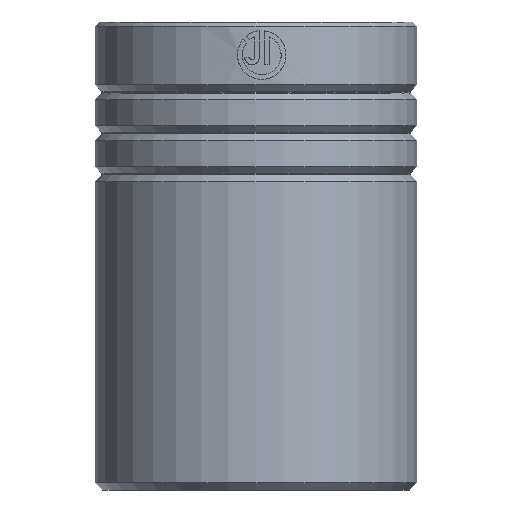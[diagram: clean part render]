
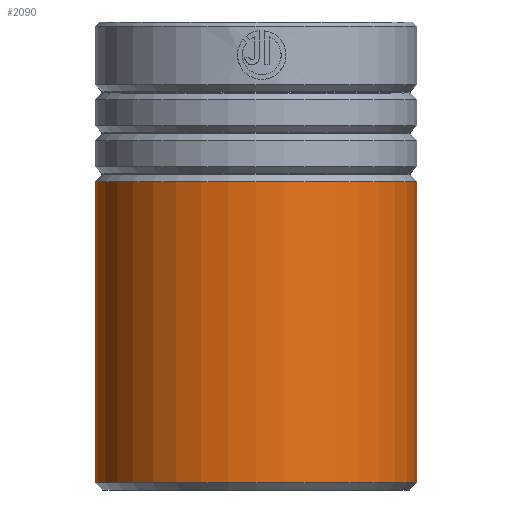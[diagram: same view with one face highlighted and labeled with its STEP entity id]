
A CAD part, front view. The second image highlights one B-rep face of the part: STEP entity #2090.
In plain terms, the highlighted cylindrical face has radius 27.5 mm (diameter 55 mm), a partial arc.
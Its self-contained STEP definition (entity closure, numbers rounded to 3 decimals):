
#13 = DIRECTION ( 'NONE',  ( -1., 0., 0. ) ) ;
#60 = ORIENTED_EDGE ( 'NONE', *, *, #1313, .T. ) ;
#267 = CARTESIAN_POINT ( 'NONE',  ( -27.5, 0., 80. ) ) ;
#355 = DIRECTION ( 'NONE',  ( 1., 0., 0. ) ) ;
#453 = CARTESIAN_POINT ( 'NONE',  ( 0., 0., 52.717 ) ) ;
#478 = VECTOR ( 'NONE', #2234, 1000. ) ;
#541 = VERTEX_POINT ( 'NONE', #2417 ) ;
#561 = ORIENTED_EDGE ( 'NONE', *, *, #1401, .F. ) ;
#585 = ORIENTED_EDGE ( 'NONE', *, *, #1018, .T. ) ;
#586 = CIRCLE ( 'NONE', #1082, 27.5 ) ;
#619 = CARTESIAN_POINT ( 'NONE',  ( 0., 0., 1.2 ) ) ;
#650 = ORIENTED_EDGE ( 'NONE', *, *, #788, .T. ) ;
#788 = EDGE_CURVE ( 'NONE', #541, #2217, #2507, .T. ) ;
#804 = DIRECTION ( 'NONE',  ( 0., 0., 1. ) ) ;
#844 = DIRECTION ( 'NONE',  ( 0., 0., -1. ) ) ;
#935 = EDGE_LOOP ( 'NONE', ( #561, #585, #650, #60 ) ) ;
#1018 = EDGE_CURVE ( 'NONE', #1659, #541, #586, .T. ) ;
#1021 = LINE ( 'NONE', #1601, #478 ) ;
#1063 = FACE_OUTER_BOUND ( 'NONE', #935, .T. ) ;
#1082 = AXIS2_PLACEMENT_3D ( 'NONE', #453, #1280, #1292 ) ;
#1153 = CARTESIAN_POINT ( 'NONE',  ( -27.5, 0., 1.2 ) ) ;
#1205 = VECTOR ( 'NONE', #2089, 1000. ) ;
#1280 = DIRECTION ( 'NONE',  ( 0., 0., -1. ) ) ;
#1292 = DIRECTION ( 'NONE',  ( -1., 0., 0. ) ) ;
#1298 = CARTESIAN_POINT ( 'NONE',  ( 27.5, 0., 52.717 ) ) ;
#1301 = AXIS2_PLACEMENT_3D ( 'NONE', #619, #804, #355 ) ;
#1313 = EDGE_CURVE ( 'NONE', #2217, #1624, #1654, .T. ) ;
#1401 = EDGE_CURVE ( 'NONE', #1659, #1624, #1021, .T. ) ;
#1485 = CARTESIAN_POINT ( 'NONE',  ( 27.5, 0., 1.2 ) ) ;
#1548 = AXIS2_PLACEMENT_3D ( 'NONE', #1899, #844, #13 ) ;
#1601 = CARTESIAN_POINT ( 'NONE',  ( 27.5, 0., 80. ) ) ;
#1624 = VERTEX_POINT ( 'NONE', #1485 ) ;
#1654 = CIRCLE ( 'NONE', #1301, 27.5 ) ;
#1659 = VERTEX_POINT ( 'NONE', #1298 ) ;
#1669 = CYLINDRICAL_SURFACE ( 'NONE', #1548, 27.5 ) ;
#1899 = CARTESIAN_POINT ( 'NONE',  ( 0., 0., 80. ) ) ;
#2089 = DIRECTION ( 'NONE',  ( 0., 0., -1. ) ) ;
#2090 = ADVANCED_FACE ( 'NONE', ( #1063 ), #1669, .T. ) ;
#2217 = VERTEX_POINT ( 'NONE', #1153 ) ;
#2234 = DIRECTION ( 'NONE',  ( 0., 0., -1. ) ) ;
#2417 = CARTESIAN_POINT ( 'NONE',  ( -27.5, 0., 52.717 ) ) ;
#2507 = LINE ( 'NONE', #267, #1205 ) ;
